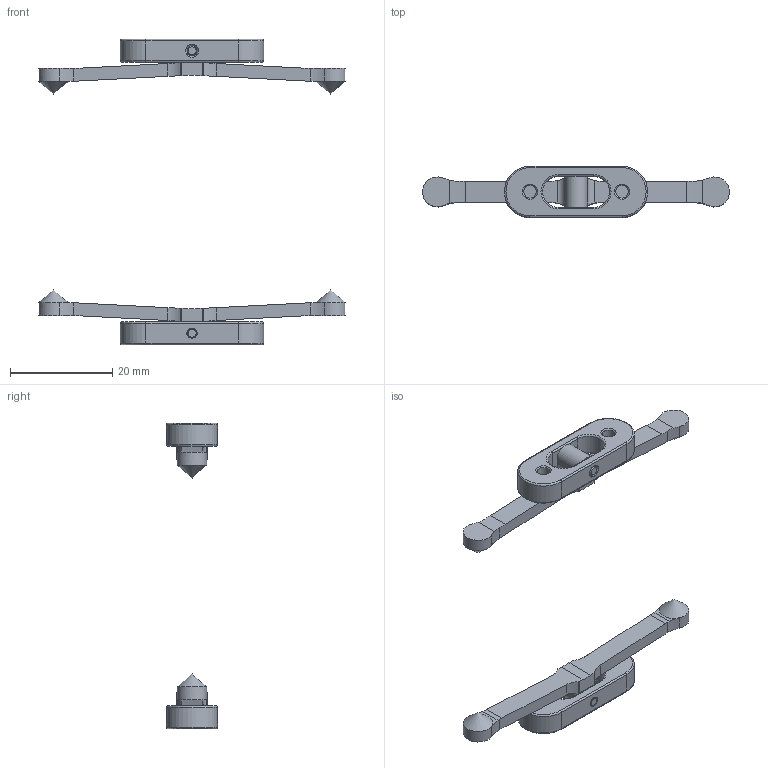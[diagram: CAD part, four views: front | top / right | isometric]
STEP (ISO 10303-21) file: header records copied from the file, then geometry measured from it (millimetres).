
FILE_DESCRIPTION(/* description */ ('STEP AP214'),/* implementation_level */ '2;1');
FILE_NAME(/* name */ '8119108_DHAS-GG-B18-16-A1',/* time_stamp */ '2024-08-19T15:23:36+02:00',/* author */ ('License CC BY-ND 4.0'),/* organization */ ('CADENAS'),/* preprocessor_version */ 'ST-DEVELOPER v19.3',/* originating_system */ 'PARTsolutions',/* authorisation */ ' ');
FILE_SCHEMA (('AUTOMOTIVE_DESIGN {1 0 10303 214 3 1 1}'));
Length unit declared in the file: millimetre
Products named in the file (3): 8119108 DHAS-GG-B18-16-A1---(high); 8119108 DHAS-GG-B18-16-A1---(highm); 8119108 DHAS-GG-B18-16-A1---(highj)
Assembly tree (4 placements, depth 2):
  8119108 DHAS-GG-B18-16-A1---(high)
    8119108 DHAS-GG-B18-16-A1---(highm)  x2
    8119108 DHAS-GG-B18-16-A1---(highj)  x2
Bounding box: 59.99 x 10 x 59.7 mm (x, y, z)
Volume: 3232.1 mm3; surface area: 3652.4 mm2
Topology: 4 solids, 4 shells, 162 faces, 404 edges, 250 vertices
Faces by surface type: cylinder 80, plane 48, cone 18, torus 16
Full cylindrical faces by diameter (mm): 2 x8, 2.459 x4
Entity records: 2423 total; most frequent: CARTESIAN_POINT 440, DIRECTION 426, ORIENTED_EDGE 362, EDGE_CURVE 181, AXIS2_PLACEMENT_3D 175, VERTEX_POINT 121, FACE_BOUND 108, EDGE_LOOP 106
